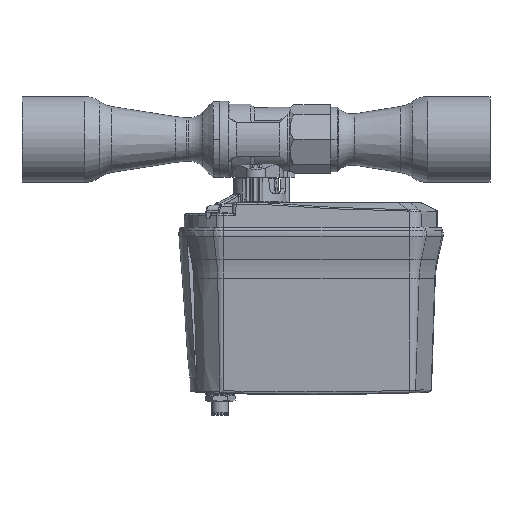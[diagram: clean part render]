
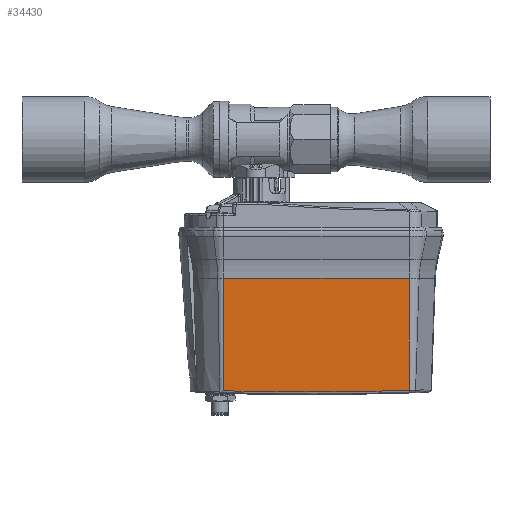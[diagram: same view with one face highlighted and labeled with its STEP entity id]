
A CAD part, top view. The second image highlights one B-rep face of the part: STEP entity #34430.
In plain terms, the highlighted planar face has unit normal (0, -0.035, 0.999).
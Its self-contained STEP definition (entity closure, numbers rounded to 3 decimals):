
#10377=DIRECTION('',(1.,0.,0.));
#10378=VECTOR('',#10377,71.514);
#10379=CARTESIAN_POINT('',(-12.497,34.48,
22.965));
#10380=LINE('',#10379,#10378);
#10405=DIRECTION('',(0.,0.999,0.035));
#10406=VECTOR('',#10405,43.233);
#10407=CARTESIAN_POINT('',(-12.497,-8.727,
21.456));
#10408=LINE('',#10407,#10406);
#10702=CARTESIAN_POINT('',(36.,-9.053,21.445));
#10703=CARTESIAN_POINT('',(38.764,-9.028,
21.446));
#10704=CARTESIAN_POINT('',(44.153,-8.963,
21.448));
#10705=CARTESIAN_POINT('',(51.823,-8.818,
21.453));
#10706=CARTESIAN_POINT('',(56.665,-8.679,
21.458));
#10707=CARTESIAN_POINT('',(59.016,-8.588,
21.461));
#10721=CARTESIAN_POINT('',(-12.497,-8.727,
21.456));
#10728=CARTESIAN_POINT('',(-12.497,-8.727,
21.456));
#10729=CARTESIAN_POINT('',(-10.906,-8.773,
21.455));
#10730=CARTESIAN_POINT('',(-7.674,-8.852,
21.452));
#10731=CARTESIAN_POINT('',(-2.674,-8.945,
21.449));
#10732=CARTESIAN_POINT('',(0.759,-8.992,
21.447));
#10733=CARTESIAN_POINT('',(2.5,-9.013,
21.446));
#10735=CARTESIAN_POINT('',(6.,-9.05,21.445));
#10736=CARTESIAN_POINT('',(6.395,-9.054,
21.445));
#10737=CARTESIAN_POINT('',(7.206,-9.061,
21.445));
#10738=CARTESIAN_POINT('',(8.061,-9.068,
21.445));
#10739=CARTESIAN_POINT('',(8.5,-9.072,
21.444));
#10741=CARTESIAN_POINT('',(12.,-9.095,21.444));
#10742=CARTESIAN_POINT('',(12.401,-9.097,
21.444));
#10743=CARTESIAN_POINT('',(13.219,-9.101,
21.443));
#10744=CARTESIAN_POINT('',(14.068,-9.105,
21.443));
#10745=CARTESIAN_POINT('',(14.5,-9.106,
21.443));
#10747=CARTESIAN_POINT('',(18.,-9.116,21.443));
#10748=CARTESIAN_POINT('',(17.608,-9.114,
21.443));
#10749=CARTESIAN_POINT('',(16.827,-9.11,
21.443));
#10750=CARTESIAN_POINT('',(15.66,-9.113,
21.443));
#10751=CARTESIAN_POINT('',(14.886,-9.109,
21.443));
#10752=CARTESIAN_POINT('',(14.5,-9.106,
21.443));
#10754=CARTESIAN_POINT('',(18.,-9.116,21.443));
#10755=CARTESIAN_POINT('',(18.428,-9.117,
21.443));
#10756=CARTESIAN_POINT('',(19.273,-9.119,
21.443));
#10757=CARTESIAN_POINT('',(20.095,-9.119,
21.443));
#10758=CARTESIAN_POINT('',(20.5,-9.119,21.443));
#10760=CARTESIAN_POINT('',(24.,-9.117,
21.443));
#10761=CARTESIAN_POINT('',(23.613,-9.118,
21.443));
#10762=CARTESIAN_POINT('',(22.838,-9.118,
21.443));
#10763=CARTESIAN_POINT('',(21.668,-9.118,
21.443));
#10764=CARTESIAN_POINT('',(20.89,-9.119,
21.443));
#10765=CARTESIAN_POINT('',(20.5,-9.119,21.443));
#10767=CARTESIAN_POINT('',(30.,-9.096,
21.444));
#10768=CARTESIAN_POINT('',(29.614,-9.1,
21.443));
#10769=CARTESIAN_POINT('',(28.84,-9.106,
21.443));
#10770=CARTESIAN_POINT('',(27.673,-9.102,
21.443));
#10771=CARTESIAN_POINT('',(26.892,-9.107,
21.443));
#10772=CARTESIAN_POINT('',(26.5,-9.111,21.443));
#10774=CARTESIAN_POINT('',(32.5,-9.081,21.444));
#10775=CARTESIAN_POINT('',(33.667,-9.072,
21.444));
#10776=CARTESIAN_POINT('',(34.833,-9.063,
21.445));
#10777=CARTESIAN_POINT('',(36.,-9.053,21.445));
#10779=CARTESIAN_POINT('',(32.5,-9.081,21.444));
#10780=CARTESIAN_POINT('',(32.097,-9.084,
21.444));
#10781=CARTESIAN_POINT('',(31.278,-9.089,
21.444));
#10782=CARTESIAN_POINT('',(30.431,-9.094,
21.444));
#10783=CARTESIAN_POINT('',(30.,-9.096,
21.444));
#10785=CARTESIAN_POINT('',(26.5,-9.111,21.443));
#10786=CARTESIAN_POINT('',(26.095,-9.112,
21.443));
#10787=CARTESIAN_POINT('',(25.274,-9.115,
21.443));
#10788=CARTESIAN_POINT('',(24.428,-9.116,
21.443));
#10789=CARTESIAN_POINT('',(24.,-9.117,
21.443));
#10791=CARTESIAN_POINT('',(8.5,-9.072,
21.444));
#10792=CARTESIAN_POINT('',(9.667,-9.079,
21.444));
#10793=CARTESIAN_POINT('',(10.833,-9.087,
21.444));
#10794=CARTESIAN_POINT('',(12.,-9.095,21.444));
#10796=CARTESIAN_POINT('',(2.5,-9.013,
21.446));
#10797=CARTESIAN_POINT('',(3.667,-9.026,
21.446));
#10798=CARTESIAN_POINT('',(4.833,-9.038,
21.446));
#10799=CARTESIAN_POINT('',(6.,-9.05,21.445));
#10801=DIRECTION('',(0.,-0.999,-0.035));
#10802=VECTOR('',#10801,43.094);
#10803=CARTESIAN_POINT('',(59.016,34.48,22.965));
#10804=LINE('',#10803,#10802);
#13322=CARTESIAN_POINT('',(59.016,34.48,22.965));
#13324=VERTEX_POINT('',#13322);
#13415=VERTEX_POINT('',#10760);
#13416=VERTEX_POINT('',#10765);
#13419=VERTEX_POINT('',#10774);
#13420=VERTEX_POINT('',#10777);
#13471=VERTEX_POINT('',#10747);
#13472=VERTEX_POINT('',#10752);
#13475=CARTESIAN_POINT('',(59.016,-8.588,
21.461));
#13476=VERTEX_POINT('',#13475);
#13482=CARTESIAN_POINT('',(-12.497,34.48,
22.965));
#13483=VERTEX_POINT('',#13482);
#13509=VERTEX_POINT('',#10796);
#13510=VERTEX_POINT('',#10799);
#13526=VERTEX_POINT('',#10721);
#13541=VERTEX_POINT('',#10767);
#13542=VERTEX_POINT('',#10772);
#13543=VERTEX_POINT('',#10791);
#13544=VERTEX_POINT('',#10794);
#34406=CARTESIAN_POINT('',(59.016,38.265,23.098));
#34407=DIRECTION('',(0.,0.035,-0.999));
#34408=DIRECTION('',(0.,0.999,0.035));
#34409=AXIS2_PLACEMENT_3D('',#34406,#34407,#34408);
#34410=PLANE('',#34409);
#34411=ORIENTED_EDGE('',*,*,#34374,.F.);
#34412=ORIENTED_EDGE('',*,*,#34372,.F.);
#34413=ORIENTED_EDGE('',*,*,#34401,.T.);
#34414=ORIENTED_EDGE('',*,*,#34399,.T.);
#34415=ORIENTED_EDGE('',*,*,#34397,.T.);
#34416=ORIENTED_EDGE('',*,*,#34395,.T.);
#34417=ORIENTED_EDGE('',*,*,#34393,.F.);
#34418=ORIENTED_EDGE('',*,*,#34391,.T.);
#34419=ORIENTED_EDGE('',*,*,#34389,.F.);
#34420=ORIENTED_EDGE('',*,*,#34387,.F.);
#34421=ORIENTED_EDGE('',*,*,#34385,.F.);
#34422=ORIENTED_EDGE('',*,*,#34383,.F.);
#34423=ORIENTED_EDGE('',*,*,#34381,.F.);
#34424=ORIENTED_EDGE('',*,*,#33850,.T.);
#34425=ORIENTED_EDGE('',*,*,#33823,.T.);
#34427=ORIENTED_EDGE('',*,*,#34426,.T.);
#34428=EDGE_LOOP('',(#34411,#34412,#34413,#34414,#34415,#34416,#34417,#34418,
#34419,#34420,#34421,#34422,#34423,#34424,#34425,#34427));
#34429=FACE_OUTER_BOUND('',#34428,.F.);
#10708=B_SPLINE_CURVE_WITH_KNOTS('',3,(#10702,#10703,#10704,#10705,#10706,
#10707),.UNSPECIFIED.,.F.,.F.,(4,1,1,4),(0.,0.333,
0.667,1.),.UNSPECIFIED.);
#10734=B_SPLINE_CURVE_WITH_KNOTS('',3,(#10728,#10729,#10730,#10731,#10732,
#10733),.UNSPECIFIED.,.F.,.F.,(4,1,1,4),(0.,0.333,
0.667,1.),.UNSPECIFIED.);
#10740=B_SPLINE_CURVE_WITH_KNOTS('',3,(#10735,#10736,#10737,#10738,#10739),
.UNSPECIFIED.,.F.,.F.,(4,1,4),(0.,0.5,1.),.UNSPECIFIED.);
#10746=B_SPLINE_CURVE_WITH_KNOTS('',3,(#10741,#10742,#10743,#10744,#10745),
.UNSPECIFIED.,.F.,.F.,(4,1,4),(0.,0.5,1.),.UNSPECIFIED.);
#10753=B_SPLINE_CURVE_WITH_KNOTS('',3,(#10747,#10748,#10749,#10750,#10751,
#10752),.UNSPECIFIED.,.F.,.F.,(4,1,1,4),(0.,0.333,
0.667,1.),.UNSPECIFIED.);
#10759=B_SPLINE_CURVE_WITH_KNOTS('',3,(#10754,#10755,#10756,#10757,#10758),
.UNSPECIFIED.,.F.,.F.,(4,1,4),(0.,0.5,1.),.UNSPECIFIED.);
#10766=B_SPLINE_CURVE_WITH_KNOTS('',3,(#10760,#10761,#10762,#10763,#10764,
#10765),.UNSPECIFIED.,.F.,.F.,(4,1,1,4),(0.,0.333,
0.667,1.),.UNSPECIFIED.);
#10773=B_SPLINE_CURVE_WITH_KNOTS('',3,(#10767,#10768,#10769,#10770,#10771,
#10772),.UNSPECIFIED.,.F.,.F.,(4,1,1,4),(0.,0.333,
0.667,1.),.UNSPECIFIED.);
#10778=B_SPLINE_CURVE_WITH_KNOTS('',3,(#10774,#10775,#10776,#10777),
.UNSPECIFIED.,.F.,.F.,(4,4),(0.,1.),.UNSPECIFIED.);
#10784=B_SPLINE_CURVE_WITH_KNOTS('',3,(#10779,#10780,#10781,#10782,#10783),
.UNSPECIFIED.,.F.,.F.,(4,1,4),(0.,0.5,1.),.UNSPECIFIED.);
#10790=B_SPLINE_CURVE_WITH_KNOTS('',3,(#10785,#10786,#10787,#10788,#10789),
.UNSPECIFIED.,.F.,.F.,(4,1,4),(0.,0.5,1.),.UNSPECIFIED.);
#10795=B_SPLINE_CURVE_WITH_KNOTS('',3,(#10791,#10792,#10793,#10794),
.UNSPECIFIED.,.F.,.F.,(4,4),(0.,1.),.UNSPECIFIED.);
#10800=B_SPLINE_CURVE_WITH_KNOTS('',3,(#10796,#10797,#10798,#10799),
.UNSPECIFIED.,.F.,.F.,(4,4),(0.,1.),.UNSPECIFIED.);
#33823=EDGE_CURVE('',#13483,#13324,#10380,.T.);
#33850=EDGE_CURVE('',#13526,#13483,#10408,.T.);
#34372=EDGE_CURVE('',#13419,#13420,#10778,.T.);
#34374=EDGE_CURVE('',#13420,#13476,#10708,.T.);
#34381=EDGE_CURVE('',#13526,#13509,#10734,.T.);
#34383=EDGE_CURVE('',#13509,#13510,#10800,.T.);
#34385=EDGE_CURVE('',#13510,#13543,#10740,.T.);
#34387=EDGE_CURVE('',#13543,#13544,#10795,.T.);
#34389=EDGE_CURVE('',#13544,#13472,#10746,.T.);
#34391=EDGE_CURVE('',#13471,#13472,#10753,.T.);
#34393=EDGE_CURVE('',#13471,#13416,#10759,.T.);
#34395=EDGE_CURVE('',#13415,#13416,#10766,.T.);
#34397=EDGE_CURVE('',#13542,#13415,#10790,.T.);
#34399=EDGE_CURVE('',#13541,#13542,#10773,.T.);
#34401=EDGE_CURVE('',#13419,#13541,#10784,.T.);
#34426=EDGE_CURVE('',#13324,#13476,#10804,.T.);
#34430=ADVANCED_FACE('',(#34429),#34410,.F.);
